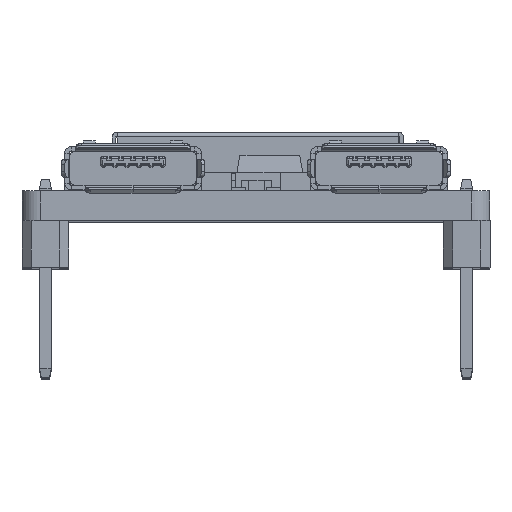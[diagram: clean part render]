
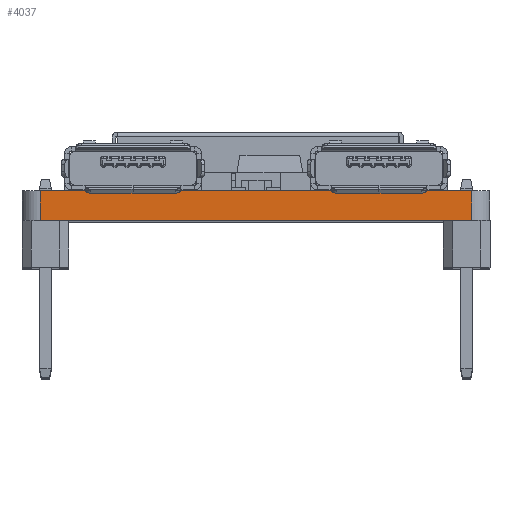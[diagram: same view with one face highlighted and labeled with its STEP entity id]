
A CAD part, top view. The second image highlights one B-rep face of the part: STEP entity #4037.
In plain terms, the highlighted planar face has unit normal (0, 0, 1).
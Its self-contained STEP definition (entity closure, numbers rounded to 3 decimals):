
#73 = EDGE_CURVE ( 'NONE', #104834, #16968, #52095, .T. ) ;
#2258 = ORIENTED_EDGE ( 'NONE', *, *, #49337, .T. ) ;
#2486 = CARTESIAN_POINT ( 'NONE',  ( -12.7, 75.967, 31.37 ) ) ;
#4037 = ADVANCED_FACE ( 'NONE', ( #28984 ), #31444, .F. ) ;
#6796 = CARTESIAN_POINT ( 'NONE',  ( -11.7, 75.967, 31.37 ) ) ;
#7645 = CARTESIAN_POINT ( 'NONE',  ( 11.7, 75.967, 31.37 ) ) ;
#12827 = VECTOR ( 'NONE', #127804, 1000. ) ;
#13459 = ORIENTED_EDGE ( 'NONE', *, *, #120046, .T. ) ;
#16968 = VERTEX_POINT ( 'NONE', #34063 ) ;
#22234 = VERTEX_POINT ( 'NONE', #125972 ) ;
#26187 = DIRECTION ( 'NONE',  ( 1., 0., 0. ) ) ;
#26967 = LINE ( 'NONE', #6796, #12827 ) ;
#26994 = CARTESIAN_POINT ( 'NONE',  ( -11.7, 2.54, 31.37 ) ) ;
#28984 = FACE_OUTER_BOUND ( 'NONE', #105039, .T. ) ;
#31444 = PLANE ( 'NONE',  #49346 ) ;
#34063 = CARTESIAN_POINT ( 'NONE',  ( 11.7, 4.14, 31.37 ) ) ;
#36700 = CARTESIAN_POINT ( 'NONE',  ( -12.7, 4.14, 31.37 ) ) ;
#41878 = EDGE_CURVE ( 'NONE', #95323, #22234, #122521, .T. ) ;
#48170 = CARTESIAN_POINT ( 'NONE',  ( -11.7, 4.14, 31.37 ) ) ;
#49337 = EDGE_CURVE ( 'NONE', #22234, #16968, #108371, .T. ) ;
#49346 = AXIS2_PLACEMENT_3D ( 'NONE', #2486, #92646, #122204 ) ;
#52095 = LINE ( 'NONE', #36700, #106840 ) ;
#62843 = VECTOR ( 'NONE', #126670, 1000. ) ;
#64531 = VECTOR ( 'NONE', #68108, 1000. ) ;
#66202 = ORIENTED_EDGE ( 'NONE', *, *, #41878, .T. ) ;
#68108 = DIRECTION ( 'NONE',  ( 0., 1., 0. ) ) ;
#86154 = CARTESIAN_POINT ( 'NONE',  ( -12.7, 2.54, 31.37 ) ) ;
#90848 = ORIENTED_EDGE ( 'NONE', *, *, #73, .F. ) ;
#92646 = DIRECTION ( 'NONE',  ( 0., 0., -1. ) ) ;
#95323 = VERTEX_POINT ( 'NONE', #26994 ) ;
#104834 = VERTEX_POINT ( 'NONE', #48170 ) ;
#105039 = EDGE_LOOP ( 'NONE', ( #90848, #13459, #66202, #2258 ) ) ;
#106840 = VECTOR ( 'NONE', #26187, 1000. ) ;
#108371 = LINE ( 'NONE', #7645, #64531 ) ;
#120046 = EDGE_CURVE ( 'NONE', #104834, #95323, #26967, .T. ) ;
#122204 = DIRECTION ( 'NONE',  ( -1., 0., 0. ) ) ;
#122521 = LINE ( 'NONE', #86154, #62843 ) ;
#125972 = CARTESIAN_POINT ( 'NONE',  ( 11.7, 2.54, 31.37 ) ) ;
#126670 = DIRECTION ( 'NONE',  ( 1., 0., 0. ) ) ;
#127804 = DIRECTION ( 'NONE',  ( 0., -1., 0. ) ) ;
